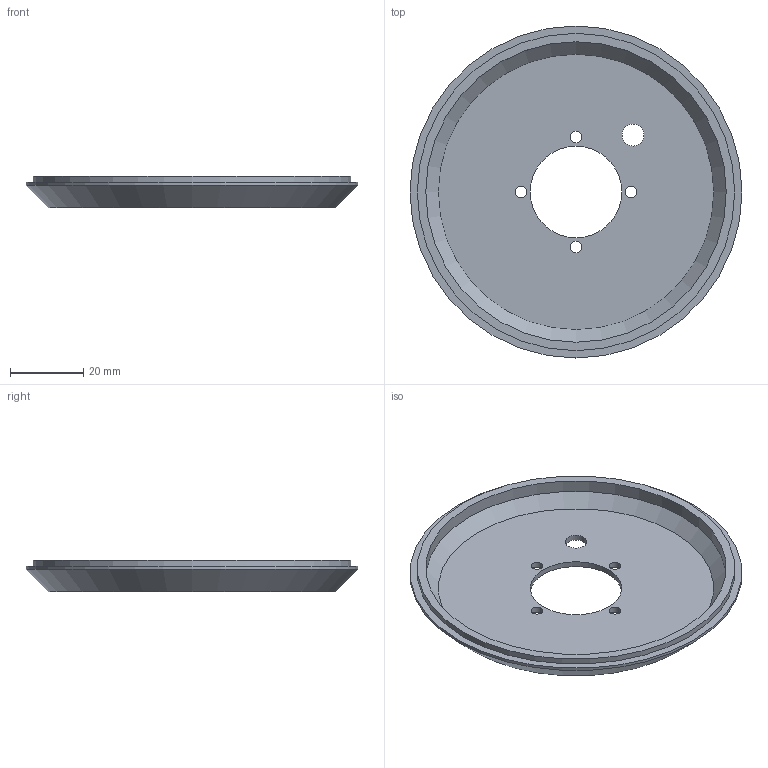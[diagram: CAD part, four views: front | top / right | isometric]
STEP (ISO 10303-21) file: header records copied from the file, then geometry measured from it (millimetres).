
FILE_DESCRIPTION(('FreeCAD Model'),'2;1');
FILE_NAME('base.step', '2020-04-28T15:17:35',(''),(''),'Open CASCADE STEP processor 7.3', 'FreeCAD','Unknown');
FILE_SCHEMA(('AUTOMOTIVE_DESIGN { 1 0 10303 214 1 1 1 1 }'));
Length unit declared in the file: millimetre
Products named in the file (1): Cut
Bounding box: 90.6 x 90.6 x 8.5 mm (x, y, z)
Volume: 12976.2 mm3; surface area: 14594.3 mm2
Topology: 1 solids, 1 shells, 15 faces, 31 edges, 20 vertices
Faces by surface type: cylinder 9, plane 4, cone 2
Full cylindrical faces by diameter (mm): 3.2 x4, 6 x1, 25 x1, 82 x1, 86.6 x1, 90.6 x1
Entity records: 857 total; most frequent: DIRECTION 145, CARTESIAN_POINT 129, ORIENTED_EDGE 62, PCURVE 62, DEFINITIONAL_REPRESENTATION 62, LINE 55, VECTOR 55, CIRCLE 38
